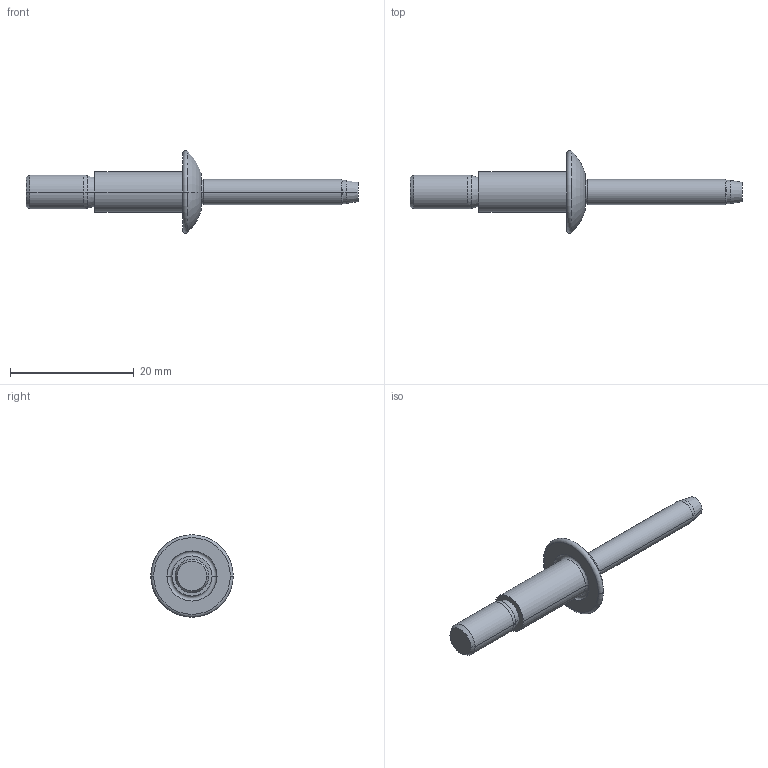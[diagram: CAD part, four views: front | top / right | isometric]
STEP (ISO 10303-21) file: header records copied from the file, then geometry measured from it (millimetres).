
FILE_DESCRIPTION (( 'STEP AP203' ), '1' );
FILE_NAME ('MGLP-R8-6.STEP', '2022-08-04T19:27:01', ( '' ), ( '' ), 'SwSTEP 2.0', 'SolidWorks 2020', '' );
FILE_SCHEMA (( 'CONFIG_CONTROL_DESIGN' ));
Length unit declared in the file: inch
Products named in the file (1): MGLP-R8-6
Bounding box: 53.75 x 13.33 x 13.33 mm (x, y, z)
Volume: 1337.7 mm3; surface area: 1135.2 mm2
Topology: 1 solids, 1 shells, 35 faces, 68 edges, 38 vertices
Faces by surface type: torus 10, cylinder 10, cone 10, plane 5
Entity records: 973 total; most frequent: DIRECTION 188, CARTESIAN_POINT 142, ORIENTED_EDGE 136, AXIS2_PLACEMENT_3D 84, EDGE_CURVE 68, CIRCLE 48, VERTEX_POINT 38, EDGE_LOOP 38
